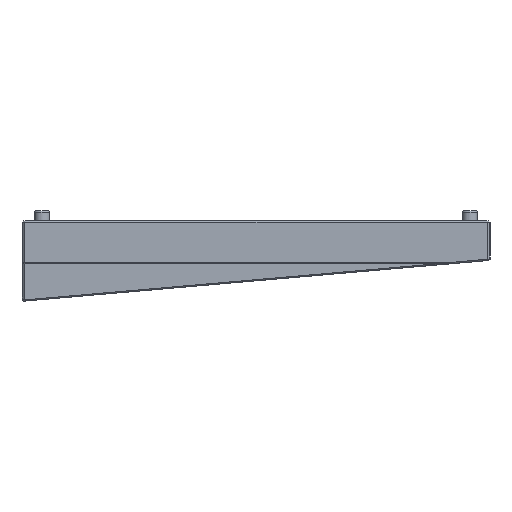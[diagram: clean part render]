
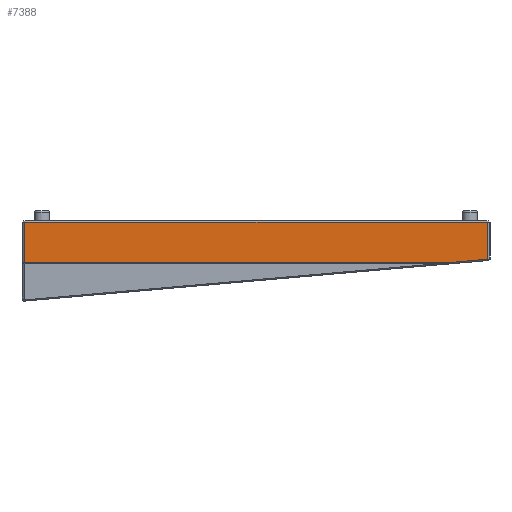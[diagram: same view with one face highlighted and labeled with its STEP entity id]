
A CAD part, left-side view. The second image highlights one B-rep face of the part: STEP entity #7388.
In plain terms, the highlighted planar face has unit normal (-1, 0, 0).
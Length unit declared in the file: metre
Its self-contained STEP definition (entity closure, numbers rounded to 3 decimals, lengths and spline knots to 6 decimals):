
#639=ORIENTED_EDGE('',*,*,#2812,.T.);
#640=ORIENTED_EDGE('',*,*,#2813,.T.);
#641=ORIENTED_EDGE('',*,*,#2814,.T.);
#642=ORIENTED_EDGE('',*,*,#2815,.T.);
#643=ORIENTED_EDGE('',*,*,#2816,.T.);
#2812=EDGE_CURVE('',#3896,#3897,#4581,.T.);
#2813=EDGE_CURVE('',#3897,#3898,#4582,.T.);
#2814=EDGE_CURVE('',#3898,#3899,#4583,.T.);
#2815=EDGE_CURVE('',#3899,#3900,#4584,.T.);
#2816=EDGE_CURVE('',#3900,#3896,#4585,.T.);
#3896=VERTEX_POINT('',#11636);
#3897=VERTEX_POINT('',#11637);
#3898=VERTEX_POINT('',#11639);
#3899=VERTEX_POINT('',#11641);
#3900=VERTEX_POINT('',#11643);
#4581=LINE('',#11635,#5354);
#4582=LINE('',#11638,#5355);
#4583=LINE('',#11640,#5356);
#4584=LINE('',#11642,#5357);
#4585=LINE('',#11644,#5358);
#5354=VECTOR('',#8704,1.);
#5355=VECTOR('',#8705,1.);
#5356=VECTOR('',#8706,1.);
#5357=VECTOR('',#8707,1.);
#5358=VECTOR('',#8708,1.);
#6047=EDGE_LOOP('',(#639,#640,#641,#642,#643));
#6580=FACE_BOUND('',#6047,.T.);
#7105=PLANE('',#7867);
#7388=ADVANCED_FACE('',(#6580),#7105,.T.);
#7867=AXIS2_PLACEMENT_3D('',#11634,#8702,#8703);
#8702=DIRECTION('',(-1.,0.,0.));
#8703=DIRECTION('',(0.,0.,1.));
#8704=DIRECTION('',(0.,0.,-1.));
#8705=DIRECTION('',(0.,-1.,0.));
#8706=DIRECTION('',(0.,-0.996,0.087));
#8707=DIRECTION('',(0.,0.,1.));
#8708=DIRECTION('',(0.,1.,0.));
#11634=CARTESIAN_POINT('',(-0.117475,0.,-0.0071));
#11635=CARTESIAN_POINT('',(-0.117475,0.046275,-0.0071));
#11636=CARTESIAN_POINT('',(-0.117475,0.046275,-0.00025));
#11637=CARTESIAN_POINT('',(-0.117475,0.046275,-0.008327));
#11638=CARTESIAN_POINT('',(-0.117475,-0.038775,-0.008327));
#11639=CARTESIAN_POINT('',(-0.117475,-0.038763,-0.008327));
#11640=CARTESIAN_POINT('',(-0.117475,-0.046251,-0.007672));
#11641=CARTESIAN_POINT('',(-0.117475,-0.046275,-0.00767));
#11642=CARTESIAN_POINT('',(-0.117475,-0.046275,0.));
#11643=CARTESIAN_POINT('',(-0.117475,-0.046275,-0.00025));
#11644=CARTESIAN_POINT('',(-0.117475,0.046275,-0.00025));
